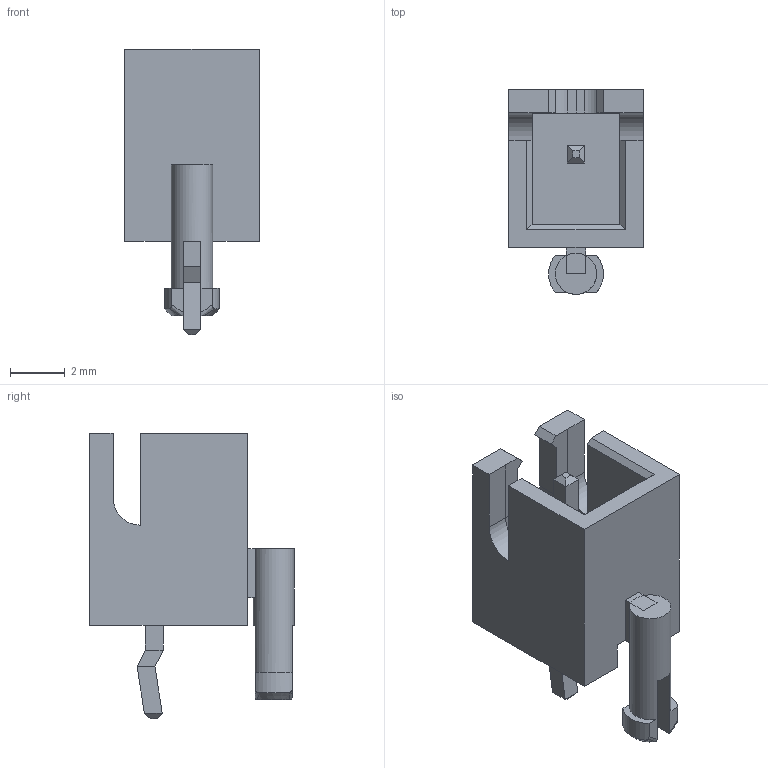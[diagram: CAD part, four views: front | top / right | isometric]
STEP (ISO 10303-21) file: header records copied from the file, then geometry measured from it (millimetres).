
FILE_DESCRIPTION(('FreeCAD Model'),'2;1');
FILE_NAME('JST_XH_B1B_XH_AM_1x01_P2_50mm_Vertical_cp.step','2020-08-28T13:54:49',( 'kicad StepUp'),('ksu MCAD'),'Open CASCADE STEP processor 7.3', 'FreeCAD','Unknown');
FILE_SCHEMA(('AUTOMOTIVE_DESIGN { 1 0 10303 214 1 1 1 1 }'));
Length unit declared in the file: millimetre
Products named in the file (1): JST_XH_B1B_XH_AM_1x01_P2_50mm_Vertical_cp
Bounding box: 4.9 x 7.45 x 10.4 mm (x, y, z)
Volume: 130.8 mm3; surface area: 362.5 mm2
Topology: 4 solids, 4 shells, 133 faces, 322 edges, 197 vertices
Faces by surface type: plane 118, cylinder 8, bspline 4, cone 3
Full cylindrical faces by diameter (mm): 1.5 x1
Entity records: 5320 total; most frequent: CARTESIAN_POINT 1329, ORIENTED_EDGE 644, DIRECTION 592, EDGE_CURVE 322, LINE 272, VECTOR 272, VERTEX_POINT 197, AXIS2_PLACEMENT_3D 160
